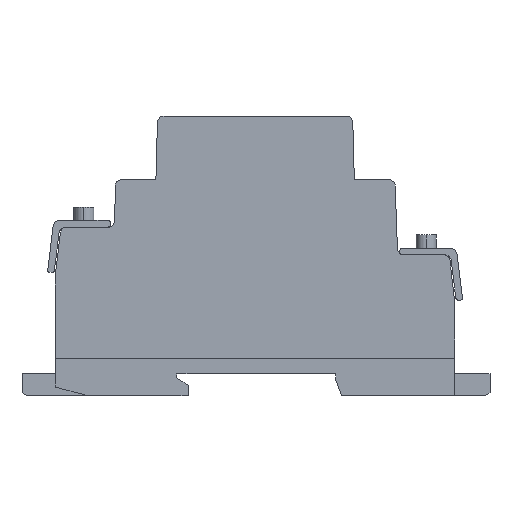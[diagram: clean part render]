
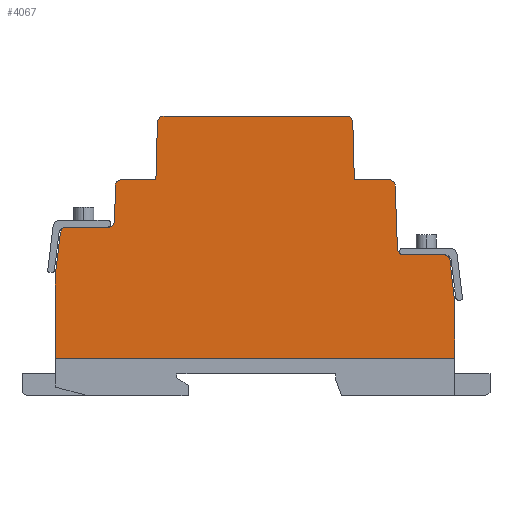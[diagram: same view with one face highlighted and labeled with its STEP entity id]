
A CAD part, left-side view. The second image highlights one B-rep face of the part: STEP entity #4067.
In plain terms, the highlighted planar face has unit normal (-1, 0, 0).
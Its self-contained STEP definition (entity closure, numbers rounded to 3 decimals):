
#3315=CARTESIAN_POINT('',(0.,22.629,43.699));
#3316=VERTEX_POINT('',#3315);
#3317=CARTESIAN_POINT('',(0.,22.293,56.537));
#3318=VERTEX_POINT('',#3317);
#3319=CARTESIAN_POINT('',(0.,22.629,43.699));
#3320=DIRECTION('',(0.,-0.026,1.));
#3321=VECTOR('',#3320,12.843);
#3322=LINE('',#3319,#3321);
#3323=EDGE_CURVE('',#3316,#3318,#3322,.T.);
#3355=CARTESIAN_POINT('',(0.,20.793,57.999));
#3356=VERTEX_POINT('',#3355);
#3357=CARTESIAN_POINT('',(0.,20.793,56.498));
#3358=DIRECTION('',(1.0,0.,0.));
#3359=DIRECTION('',(0.,0.698,0.716));
#3360=AXIS2_PLACEMENT_3D('',#3357,#3358,#3359);
#3361=CIRCLE('',#3360,1.5);
#3362=EDGE_CURVE('',#3318,#3356,#3361,.T.);
#3388=CARTESIAN_POINT('',(0.,-20.207,57.999));
#3389=VERTEX_POINT('',#3388);
#3390=CARTESIAN_POINT('',(0.,20.793,57.999));
#3391=DIRECTION('',(0.,-1.0,0.));
#3392=VECTOR('',#3391,41.);
#3393=LINE('',#3390,#3392);
#3394=EDGE_CURVE('',#3356,#3389,#3393,.T.);
#3449=CARTESIAN_POINT('',(0.,-21.706,56.539));
#3450=VERTEX_POINT('',#3449);
#3451=CARTESIAN_POINT('',(0.,-20.207,56.499));
#3452=DIRECTION('',(1.0,0.,0.));
#3453=DIRECTION('',(0.,-0.698,0.716));
#3454=AXIS2_PLACEMENT_3D('',#3451,#3452,#3453);
#3455=CIRCLE('',#3454,1.5);
#3456=EDGE_CURVE('',#3389,#3450,#3455,.T.);
#3482=CARTESIAN_POINT('',(0.,-22.042,43.699));
#3483=VERTEX_POINT('',#3482);
#3484=CARTESIAN_POINT('',(0.,-21.706,56.539));
#3485=DIRECTION('',(0.,-0.026,-1.));
#3486=VECTOR('',#3485,12.844);
#3487=LINE('',#3484,#3486);
#3488=EDGE_CURVE('',#3450,#3483,#3487,.T.);
#3513=CARTESIAN_POINT('',(0.,-29.758,43.699));
#3514=VERTEX_POINT('',#3513);
#3515=CARTESIAN_POINT('',(0.,-22.042,43.699));
#3516=DIRECTION('',(0.0,-1.0,0.0));
#3517=VECTOR('',#3516,7.716);
#3518=LINE('',#3515,#3517);
#3519=EDGE_CURVE('',#3483,#3514,#3518,.T.);
#3544=CARTESIAN_POINT('',(0.,-31.257,42.252));
#3545=VERTEX_POINT('',#3544);
#3546=CARTESIAN_POINT('',(0.,-29.759,42.199));
#3547=DIRECTION('',(1.0,0.,0.));
#3548=DIRECTION('',(0.,-0.694,0.72));
#3549=AXIS2_PLACEMENT_3D('',#3546,#3547,#3548);
#3550=CIRCLE('',#3549,1.5);
#3551=EDGE_CURVE('',#3514,#3545,#3550,.T.);
#3577=CARTESIAN_POINT('',(0.,-31.748,28.197));
#3578=VERTEX_POINT('',#3577);
#3579=CARTESIAN_POINT('',(0.,-31.257,42.252));
#3580=DIRECTION('',(0.,-0.035,-0.999));
#3581=VECTOR('',#3580,14.063);
#3582=LINE('',#3579,#3581);
#3583=EDGE_CURVE('',#3545,#3578,#3582,.T.);
#3608=CARTESIAN_POINT('',(0.,-33.249,26.749));
#3609=VERTEX_POINT('',#3608);
#3610=CARTESIAN_POINT('',(0.,-33.248,28.25));
#3611=DIRECTION('',(-1.0,0.,0.));
#3612=DIRECTION('',(0.,0.694,-0.72));
#3613=AXIS2_PLACEMENT_3D('',#3610,#3611,#3612);
#3614=CIRCLE('',#3613,1.501);
#3615=EDGE_CURVE('',#3578,#3609,#3614,.T.);
#3641=CARTESIAN_POINT('',(0.,-42.107,26.749));
#3642=VERTEX_POINT('',#3641);
#3643=CARTESIAN_POINT('',(0.,-33.249,26.749));
#3644=DIRECTION('',(0.0,-1.0,0.0));
#3645=VECTOR('',#3644,8.858);
#3646=LINE('',#3643,#3645);
#3647=EDGE_CURVE('',#3609,#3642,#3646,.T.);
#3672=CARTESIAN_POINT('',(0.,-43.604,25.168));
#3673=VERTEX_POINT('',#3672);
#3674=CARTESIAN_POINT('',(0.,-42.107,25.249));
#3675=DIRECTION('',(1.0,0.,0.));
#3676=DIRECTION('',(0.,-0.726,0.688));
#3677=AXIS2_PLACEMENT_3D('',#3674,#3675,#3676);
#3678=CIRCLE('',#3677,1.5);
#3679=EDGE_CURVE('',#3642,#3673,#3678,.T.);
#3705=CARTESIAN_POINT('',(0.0,-44.707,15.75));
#3706=VERTEX_POINT('',#3705);
#3707=CARTESIAN_POINT('',(0.,-43.604,25.168));
#3708=DIRECTION('',(0.,-0.116,-0.993));
#3709=VECTOR('',#3708,9.483);
#3710=LINE('',#3707,#3709);
#3711=EDGE_CURVE('',#3673,#3706,#3710,.T.);
#3736=CARTESIAN_POINT('',(0.0,-44.707,3.499));
#3737=VERTEX_POINT('',#3736);
#3738=CARTESIAN_POINT('',(0.,-44.707,15.75));
#3739=DIRECTION('',(0.0,0.0,-1.0));
#3740=VECTOR('',#3739,12.251);
#3741=LINE('',#3738,#3740);
#3742=EDGE_CURVE('',#3706,#3737,#3741,.T.);
#3767=CARTESIAN_POINT('',(0.0,45.293,3.499));
#3768=VERTEX_POINT('',#3767);
#3769=CARTESIAN_POINT('',(0.0,-44.707,3.499));
#3770=DIRECTION('',(0.0,1.0,0.0));
#3771=VECTOR('',#3770,90.);
#3772=LINE('',#3769,#3771);
#3773=EDGE_CURVE('',#3737,#3768,#3772,.T.);
#3798=CARTESIAN_POINT('',(0.0,45.293,21.999));
#3799=VERTEX_POINT('',#3798);
#3800=CARTESIAN_POINT('',(0.,45.293,3.499));
#3801=DIRECTION('',(0.0,0.0,1.0));
#3802=VECTOR('',#3801,18.5);
#3803=LINE('',#3800,#3802);
#3804=EDGE_CURVE('',#3768,#3799,#3803,.T.);
#3829=CARTESIAN_POINT('',(0.,44.191,31.419));
#3830=VERTEX_POINT('',#3829);
#3831=CARTESIAN_POINT('',(0.,45.293,21.999));
#3832=DIRECTION('',(0.,-0.116,0.993));
#3833=VECTOR('',#3832,9.484);
#3834=LINE('',#3831,#3833);
#3835=EDGE_CURVE('',#3799,#3830,#3834,.T.);
#3860=CARTESIAN_POINT('',(0.,42.694,33.));
#3861=VERTEX_POINT('',#3860);
#3862=CARTESIAN_POINT('',(0.,42.693,31.5));
#3863=DIRECTION('',(1.0,0.,0.));
#3864=DIRECTION('',(0.,0.726,0.688));
#3865=AXIS2_PLACEMENT_3D('',#3862,#3863,#3864);
#3866=CIRCLE('',#3865,1.5);
#3867=EDGE_CURVE('',#3830,#3861,#3866,.T.);
#3893=CARTESIAN_POINT('',(0.,33.372,33.));
#3894=VERTEX_POINT('',#3893);
#3895=CARTESIAN_POINT('',(0.,42.694,33.));
#3896=DIRECTION('',(0.0,-1.0,0.0));
#3897=VECTOR('',#3896,9.321);
#3898=LINE('',#3895,#3897);
#3899=EDGE_CURVE('',#3861,#3894,#3898,.T.);
#3924=CARTESIAN_POINT('',(0.,31.873,34.487));
#3925=VERTEX_POINT('',#3924);
#3926=CARTESIAN_POINT('',(0.,33.373,34.5));
#3927=DIRECTION('',(-1.0,0.,0.));
#3928=DIRECTION('',(0.,-0.704,-0.71));
#3929=AXIS2_PLACEMENT_3D('',#3926,#3927,#3928);
#3930=CIRCLE('',#3929,1.5);
#3931=EDGE_CURVE('',#3894,#3925,#3930,.T.);
#3957=CARTESIAN_POINT('',(0.,31.806,42.212));
#3958=VERTEX_POINT('',#3957);
#3959=CARTESIAN_POINT('',(0.,31.873,34.487));
#3960=DIRECTION('',(0.,-0.009,1.));
#3961=VECTOR('',#3960,7.726);
#3962=LINE('',#3959,#3961);
#3963=EDGE_CURVE('',#3925,#3958,#3962,.T.);
#3988=CARTESIAN_POINT('',(0.,30.307,43.699));
#3989=VERTEX_POINT('',#3988);
#3990=CARTESIAN_POINT('',(0.,30.307,42.199));
#3991=DIRECTION('',(1.0,0.,0.));
#3992=DIRECTION('',(0.,0.704,0.71));
#3993=AXIS2_PLACEMENT_3D('',#3990,#3991,#3992);
#3994=CIRCLE('',#3993,1.5);
#3995=EDGE_CURVE('',#3958,#3989,#3994,.T.);
#4021=CARTESIAN_POINT('',(0.,30.307,43.699));
#4022=DIRECTION('',(0.0,-1.0,0.0));
#4023=VECTOR('',#4022,7.678);
#4024=LINE('',#4021,#4023);
#4025=EDGE_CURVE('',#3989,#3316,#4024,.T.);
#4038=CARTESIAN_POINT('',(0.,0.626,26.878));
#4039=DIRECTION('',(-1.0,0.0,0.0));
#4040=DIRECTION('',(0.0,0.0,1.0));
#4041=AXIS2_PLACEMENT_3D('',#4038,#4039,#4040);
#4042=PLANE('',#4041);
#4043=ORIENTED_EDGE('',*,*,#3323,.F.);
#4044=ORIENTED_EDGE('',*,*,#4025,.F.);
#4045=ORIENTED_EDGE('',*,*,#3995,.F.);
#4046=ORIENTED_EDGE('',*,*,#3963,.F.);
#4047=ORIENTED_EDGE('',*,*,#3931,.F.);
#4048=ORIENTED_EDGE('',*,*,#3899,.F.);
#4049=ORIENTED_EDGE('',*,*,#3867,.F.);
#4050=ORIENTED_EDGE('',*,*,#3835,.F.);
#4051=ORIENTED_EDGE('',*,*,#3804,.F.);
#4052=ORIENTED_EDGE('',*,*,#3773,.F.);
#4053=ORIENTED_EDGE('',*,*,#3742,.F.);
#4054=ORIENTED_EDGE('',*,*,#3711,.F.);
#4055=ORIENTED_EDGE('',*,*,#3679,.F.);
#4056=ORIENTED_EDGE('',*,*,#3647,.F.);
#4057=ORIENTED_EDGE('',*,*,#3615,.F.);
#4058=ORIENTED_EDGE('',*,*,#3583,.F.);
#4059=ORIENTED_EDGE('',*,*,#3551,.F.);
#4060=ORIENTED_EDGE('',*,*,#3519,.F.);
#4061=ORIENTED_EDGE('',*,*,#3488,.F.);
#4062=ORIENTED_EDGE('',*,*,#3456,.F.);
#4063=ORIENTED_EDGE('',*,*,#3394,.F.);
#4064=ORIENTED_EDGE('',*,*,#3362,.F.);
#4065=EDGE_LOOP('',(#4043,#4044,#4045,#4046,#4047,#4048,#4049,#4050,#4051,#4052,#4053,#4054,#4055,#4056,#4057,#4058,#4059,#4060,#4061,#4062,#4063,#4064));
#4066=FACE_OUTER_BOUND('',#4065,.T.);
#4067=ADVANCED_FACE('',(#4066),#4042,.T.);
